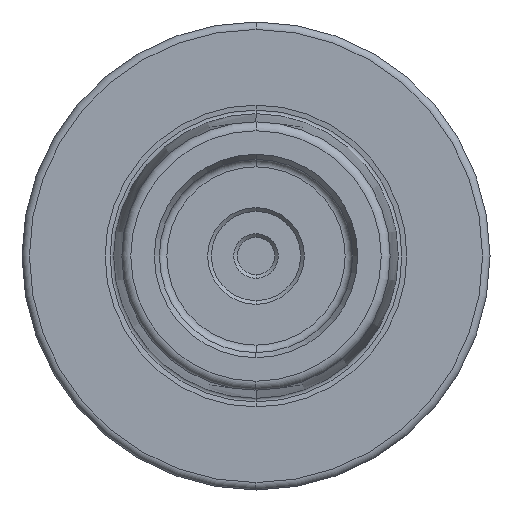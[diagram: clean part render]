
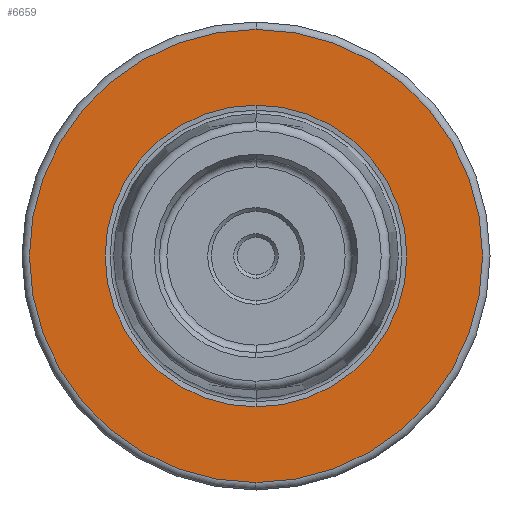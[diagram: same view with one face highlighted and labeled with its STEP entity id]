
A CAD part, left-side view. The second image highlights one B-rep face of the part: STEP entity #6659.
In plain terms, the highlighted planar face has unit normal (-1, 0, 0).
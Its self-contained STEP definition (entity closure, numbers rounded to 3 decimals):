
#940 = CIRCLE ( 'NONE', #23545, 20.308 ) ;
#1364 = CIRCLE ( 'NONE', #23624, 20.308 ) ;
#1381 = CIRCLE ( 'NONE', #23605, 30.5 ) ;
#3437 = VERTEX_POINT ( 'NONE', #11663 ) ;
#3475 = VERTEX_POINT ( 'NONE', #11553 ) ;
#3520 = VERTEX_POINT ( 'NONE', #22179 ) ;
#3527 = VERTEX_POINT ( 'NONE', #22170 ) ;
#4794 = ORIENTED_EDGE ( 'NONE', *, *, #23250, .T. ) ;
#5293 = FACE_BOUND ( 'NONE', #14124, .T. ) ;
#5295 = FACE_OUTER_BOUND ( 'NONE', #14447, .T. ) ;
#6659 = ADVANCED_FACE ( 'NONE', ( #5295, #5293 ), #25491, .T. ) ;
#8317 = ORIENTED_EDGE ( 'NONE', *, *, #16270, .T. ) ;
#8360 = ORIENTED_EDGE ( 'NONE', *, *, #22397, .T. ) ;
#8369 = ORIENTED_EDGE ( 'NONE', *, *, #23248, .T. ) ;
#11553 = CARTESIAN_POINT ( 'NONE',  ( 0., 0., 30.5 ) ) ;
#11663 = CARTESIAN_POINT ( 'NONE',  ( 0., 0., -30.5 ) ) ;
#14124 = EDGE_LOOP ( 'NONE', ( #8360, #4794 ) ) ;
#14447 = EDGE_LOOP ( 'NONE', ( #8317, #8369 ) ) ;
#14818 = CIRCLE ( 'NONE', #23815, 30.5 ) ;
#15474 = CARTESIAN_POINT ( 'NONE',  ( 0., 0., 0. ) ) ;
#15476 = DIRECTION ( 'NONE',  ( 1., 0., 0. ) ) ;
#15477 = DIRECTION ( 'NONE',  ( 0., 0., -1. ) ) ;
#15480 = CARTESIAN_POINT ( 'NONE',  ( 0., 0., 0. ) ) ;
#15494 = DIRECTION ( 'NONE',  ( -1., 0., 0. ) ) ;
#15495 = DIRECTION ( 'NONE',  ( 0., 0., 1. ) ) ;
#16270 = EDGE_CURVE ( 'NONE', #3475, #3437, #14818, .T. ) ;
#16482 = CARTESIAN_POINT ( 'NONE',  ( 0., 0., 0. ) ) ;
#16493 = DIRECTION ( 'NONE',  ( -1., 0., 0. ) ) ;
#16519 = DIRECTION ( 'NONE',  ( 0., 0., 1. ) ) ;
#21281 = CARTESIAN_POINT ( 'NONE',  ( 0., 0., 0. ) ) ;
#21283 = DIRECTION ( 'NONE',  ( 1., 0., 0. ) ) ;
#21302 = DIRECTION ( 'NONE',  ( 0., 0., -1. ) ) ;
#22170 = CARTESIAN_POINT ( 'NONE',  ( 0., 0., 20.308 ) ) ;
#22179 = CARTESIAN_POINT ( 'NONE',  ( 0., 0., -20.308 ) ) ;
#22397 = EDGE_CURVE ( 'NONE', #3527, #3520, #940, .T. ) ;
#23248 = EDGE_CURVE ( 'NONE', #3437, #3475, #1381, .T. ) ;
#23250 = EDGE_CURVE ( 'NONE', #3520, #3527, #1364, .T. ) ;
#23545 = AXIS2_PLACEMENT_3D ( 'NONE', #21281, #21283, #21302 ) ;
#23605 = AXIS2_PLACEMENT_3D ( 'NONE', #15474, #15494, #15495 ) ;
#23624 = AXIS2_PLACEMENT_3D ( 'NONE', #15480, #15476, #15477 ) ;
#23815 = AXIS2_PLACEMENT_3D ( 'NONE', #16482, #16493, #16519 ) ;
#23992 = AXIS2_PLACEMENT_3D ( 'NONE', #25455, #25456, #25458 ) ;
#25455 = CARTESIAN_POINT ( 'NONE',  ( 0., 20.308, 0. ) ) ;
#25456 = DIRECTION ( 'NONE',  ( -1., 0., 0. ) ) ;
#25458 = DIRECTION ( 'NONE',  ( 0., 0., 1. ) ) ;
#25491 = PLANE ( 'NONE',  #23992 ) ;
